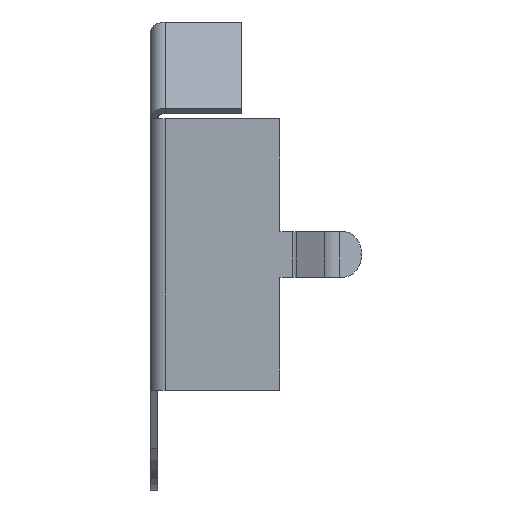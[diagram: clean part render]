
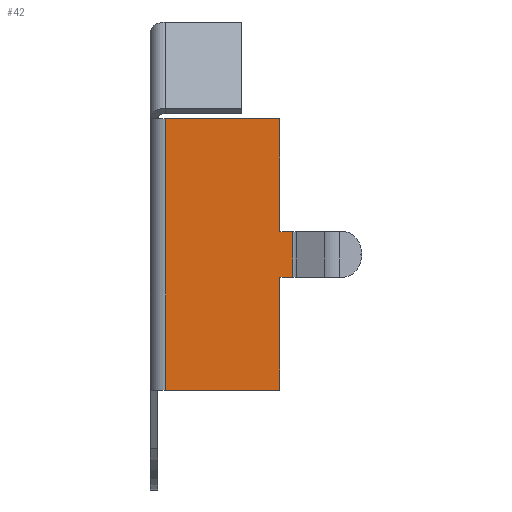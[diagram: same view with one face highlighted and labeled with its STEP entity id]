
A CAD part, left-side view. The second image highlights one B-rep face of the part: STEP entity #42.
In plain terms, the highlighted planar face has unit normal (-1, 0, 0).
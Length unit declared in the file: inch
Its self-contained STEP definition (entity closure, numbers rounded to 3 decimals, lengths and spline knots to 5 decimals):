
#16 = ORIENTED_EDGE ( 'NONE', *, *, #1322, .T. ) ;
#41 = VERTEX_POINT ( 'NONE', #159 ) ;
#42 = ADVANCED_FACE ( 'NONE', ( #124 ), #2254, .F. ) ;
#95 = EDGE_CURVE ( 'NONE', #2353, #41, #2121, .T. ) ;
#124 = FACE_OUTER_BOUND ( 'NONE', #2715, .T. ) ;
#159 = CARTESIAN_POINT ( 'NONE',  ( -0.4175, -0.16, -0.11305 ) ) ;
#254 = LINE ( 'NONE', #3545, #952 ) ;
#339 = VERTEX_POINT ( 'NONE', #1701 ) ;
#358 = CARTESIAN_POINT ( 'NONE',  ( -0.4175, -0.177, -0.26105 ) ) ;
#500 = DIRECTION ( 'NONE',  ( 0., 0., 1. ) ) ;
#628 = VECTOR ( 'NONE', #3130, 39.37008 ) ;
#729 = CARTESIAN_POINT ( 'NONE',  ( -0.4175, -0.177, -0.26105 ) ) ;
#767 = DIRECTION ( 'NONE',  ( 0., 1., 0. ) ) ;
#783 = ORIENTED_EDGE ( 'NONE', *, *, #1505, .T. ) ;
#831 = DIRECTION ( 'NONE',  ( 0., 1., 0. ) ) ;
#846 = VERTEX_POINT ( 'NONE', #1086 ) ;
#916 = LINE ( 'NONE', #3296, #1726 ) ;
#936 = VECTOR ( 'NONE', #500, 39.37008 ) ;
#952 = VECTOR ( 'NONE', #2203, 39.37008 ) ;
#1061 = ORIENTED_EDGE ( 'NONE', *, *, #2607, .T. ) ;
#1072 = ORIENTED_EDGE ( 'NONE', *, *, #1116, .F. ) ;
#1086 = CARTESIAN_POINT ( 'NONE',  ( -0.4175, -0.01, -0.11305 ) ) ;
#1105 = CARTESIAN_POINT ( 'NONE',  ( -0.4175, -0.16, -0.26105 ) ) ;
#1116 = EDGE_CURVE ( 'NONE', #1307, #846, #1687, .T. ) ;
#1119 = CARTESIAN_POINT ( 'NONE',  ( -0.4175, -0.177, -0.32105 ) ) ;
#1124 = DIRECTION ( 'NONE',  ( 0., 0., 1. ) ) ;
#1307 = VERTEX_POINT ( 'NONE', #1984 ) ;
#1316 = DIRECTION ( 'NONE',  ( 1., 0., 0. ) ) ;
#1320 = CARTESIAN_POINT ( 'NONE',  ( -0.4175, -0.16, -0.46905 ) ) ;
#1322 = EDGE_CURVE ( 'NONE', #41, #846, #3054, .T. ) ;
#1376 = LINE ( 'NONE', #2406, #2896 ) ;
#1435 = VERTEX_POINT ( 'NONE', #1320 ) ;
#1445 = CARTESIAN_POINT ( 'NONE',  ( -0.4175, -0.16, -0.46905 ) ) ;
#1488 = LINE ( 'NONE', #2540, #3684 ) ;
#1505 = EDGE_CURVE ( 'NONE', #1435, #339, #254, .T. ) ;
#1665 = DIRECTION ( 'NONE',  ( 0., 1., 0. ) ) ;
#1687 = LINE ( 'NONE', #2547, #3084 ) ;
#1701 = CARTESIAN_POINT ( 'NONE',  ( -0.4175, -0.16, -0.32105 ) ) ;
#1726 = VECTOR ( 'NONE', #831, 39.37008 ) ;
#1733 = VECTOR ( 'NONE', #1665, 39.37008 ) ;
#1867 = EDGE_CURVE ( 'NONE', #1976, #2609, #3643, .T. ) ;
#1976 = VERTEX_POINT ( 'NONE', #729 ) ;
#1984 = CARTESIAN_POINT ( 'NONE',  ( -0.4175, -0.01, -0.46905 ) ) ;
#2118 = ORIENTED_EDGE ( 'NONE', *, *, #1867, .F. ) ;
#2121 = LINE ( 'NONE', #1445, #936 ) ;
#2129 = ORIENTED_EDGE ( 'NONE', *, *, #95, .T. ) ;
#2203 = DIRECTION ( 'NONE',  ( 0., 0., 1. ) ) ;
#2214 = EDGE_CURVE ( 'NONE', #2609, #339, #1488, .T. ) ;
#2254 = PLANE ( 'NONE',  #2864 ) ;
#2353 = VERTEX_POINT ( 'NONE', #1105 ) ;
#2406 = CARTESIAN_POINT ( 'NONE',  ( -0.4175, 0., -0.46905 ) ) ;
#2540 = CARTESIAN_POINT ( 'NONE',  ( -0.4175, -0.177, -0.32105 ) ) ;
#2543 = CARTESIAN_POINT ( 'NONE',  ( -0.4175, 0., -0.46905 ) ) ;
#2547 = CARTESIAN_POINT ( 'NONE',  ( -0.4175, -0.01, -0.11305 ) ) ;
#2593 = ORIENTED_EDGE ( 'NONE', *, *, #2815, .T. ) ;
#2607 = EDGE_CURVE ( 'NONE', #1976, #2353, #916, .T. ) ;
#2609 = VERTEX_POINT ( 'NONE', #1119 ) ;
#2715 = EDGE_LOOP ( 'NONE', ( #1072, #2593, #783, #3111, #2118, #1061, #2129, #16 ) ) ;
#2815 = EDGE_CURVE ( 'NONE', #1307, #1435, #1376, .T. ) ;
#2864 = AXIS2_PLACEMENT_3D ( 'NONE', #2543, #1316, #2869 ) ;
#2869 = DIRECTION ( 'NONE',  ( 0., 1., 0. ) ) ;
#2896 = VECTOR ( 'NONE', #2923, 39.37008 ) ;
#2923 = DIRECTION ( 'NONE',  ( 0., -1., 0. ) ) ;
#3054 = LINE ( 'NONE', #3170, #1733 ) ;
#3084 = VECTOR ( 'NONE', #1124, 39.37008 ) ;
#3111 = ORIENTED_EDGE ( 'NONE', *, *, #2214, .F. ) ;
#3130 = DIRECTION ( 'NONE',  ( 0., 0., -1. ) ) ;
#3170 = CARTESIAN_POINT ( 'NONE',  ( -0.4175, 0., -0.11305 ) ) ;
#3296 = CARTESIAN_POINT ( 'NONE',  ( -0.4175, -0.177, -0.26105 ) ) ;
#3545 = CARTESIAN_POINT ( 'NONE',  ( -0.4175, -0.16, -0.46905 ) ) ;
#3643 = LINE ( 'NONE', #358, #628 ) ;
#3684 = VECTOR ( 'NONE', #767, 39.37008 ) ;
